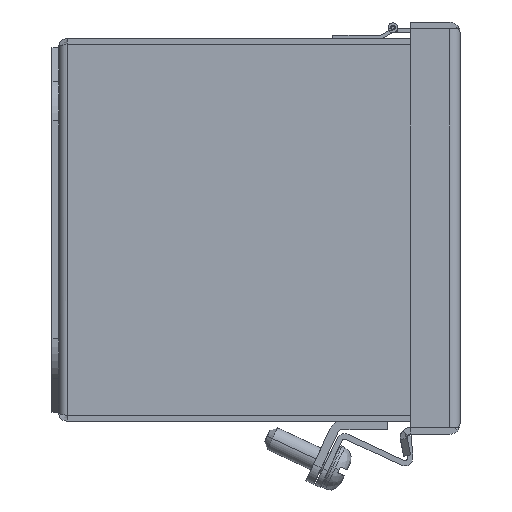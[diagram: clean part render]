
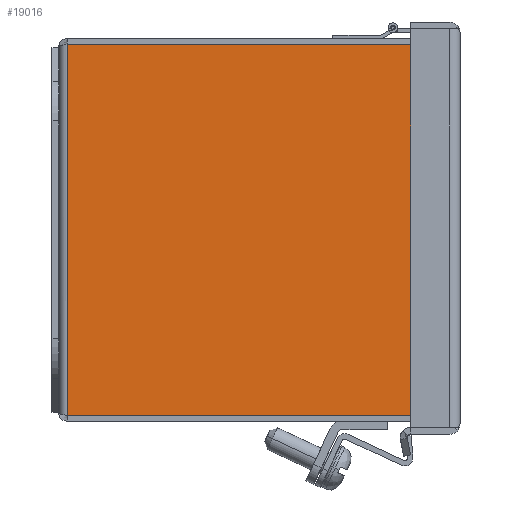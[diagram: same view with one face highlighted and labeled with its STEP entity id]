
A CAD part, front view. The second image highlights one B-rep face of the part: STEP entity #19016.
In plain terms, the highlighted face is planar.
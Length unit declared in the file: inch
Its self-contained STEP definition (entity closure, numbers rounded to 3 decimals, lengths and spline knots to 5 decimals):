
#320 = ORIENTED_EDGE ( 'NONE', *, *, #5952, .F. ) ;
#1138 = CARTESIAN_POINT ( 'NONE',  ( -13.527, -3.914, -2. ) ) ;
#2980 = VERTEX_POINT ( 'NONE', #13993 ) ;
#3053 = ORIENTED_EDGE ( 'NONE', *, *, #21189, .F. ) ;
#3381 = DIRECTION ( 'NONE',  ( 0., -1., 0. ) ) ;
#3607 = LINE ( 'NONE', #1138, #8120 ) ;
#3788 = VECTOR ( 'NONE', #21186, 39.37008 ) ;
#3822 = DIRECTION ( 'NONE',  ( 1., 0., 0. ) ) ;
#5349 = DIRECTION ( 'NONE',  ( 1., 0., 0. ) ) ;
#5766 = EDGE_CURVE ( 'NONE', #11202, #20345, #3607, .T. ) ;
#5952 = EDGE_CURVE ( 'NONE', #20968, #11202, #18660, .T. ) ;
#6089 = CARTESIAN_POINT ( 'NONE',  ( -1.94289, -3.87074, -2. ) ) ;
#6681 = CARTESIAN_POINT ( 'NONE',  ( 1.914, -0.086, -2. ) ) ;
#8034 = ORIENTED_EDGE ( 'NONE', *, *, #15097, .F. ) ;
#8120 = VECTOR ( 'NONE', #5349, 39.37008 ) ;
#8271 = LINE ( 'NONE', #15741, #15930 ) ;
#9999 = CARTESIAN_POINT ( 'NONE',  ( -13.527, 0., -2. ) ) ;
#10691 = EDGE_CURVE ( 'NONE', #20345, #2980, #16838, .T. ) ;
#10722 = CARTESIAN_POINT ( 'NONE',  ( 1.94289, 0., -2. ) ) ;
#10862 = LINE ( 'NONE', #6681, #17593 ) ;
#11202 = VERTEX_POINT ( 'NONE', #26017 ) ;
#12141 = PLANE ( 'NONE',  #13458 ) ;
#13458 = AXIS2_PLACEMENT_3D ( 'NONE', #9999, #22353, #3822 ) ;
#13993 = CARTESIAN_POINT ( 'NONE',  ( 1.94289, -3.87074, -2. ) ) ;
#15097 = EDGE_CURVE ( 'NONE', #25057, #18563, #10862, .T. ) ;
#15299 = CARTESIAN_POINT ( 'NONE',  ( 1.94289, -0.086, -2. ) ) ;
#15603 = CARTESIAN_POINT ( 'NONE',  ( 1.75489, -3.87074, -2. ) ) ;
#15741 = CARTESIAN_POINT ( 'NONE',  ( -1.94289, 0., -2. ) ) ;
#15930 = VECTOR ( 'NONE', #3381, 39.37008 ) ;
#15943 = ORIENTED_EDGE ( 'NONE', *, *, #5766, .F. ) ;
#16170 = DIRECTION ( 'NONE',  ( 0., -1., 0. ) ) ;
#16838 = CIRCLE ( 'NONE', #22036, 0.188 ) ;
#17587 = FACE_OUTER_BOUND ( 'NONE', #20884, .T. ) ;
#17593 = VECTOR ( 'NONE', #23048, 39.37008 ) ;
#18380 = AXIS2_PLACEMENT_3D ( 'NONE', #22452, #18498, #16170 ) ;
#18498 = DIRECTION ( 'NONE',  ( 0., 0., 1. ) ) ;
#18563 = VERTEX_POINT ( 'NONE', #19106 ) ;
#18660 = CIRCLE ( 'NONE', #18380, 0.188 ) ;
#19016 = ADVANCED_FACE ( 'NONE', ( #17587 ), #12141, .F. ) ;
#19106 = CARTESIAN_POINT ( 'NONE',  ( -1.94289, -0.086, -2. ) ) ;
#20112 = LINE ( 'NONE', #10722, #3788 ) ;
#20345 = VERTEX_POINT ( 'NONE', #24927 ) ;
#20884 = EDGE_LOOP ( 'NONE', ( #25223, #15943, #320, #22179, #8034, #3053 ) ) ;
#20968 = VERTEX_POINT ( 'NONE', #6089 ) ;
#21186 = DIRECTION ( 'NONE',  ( 0., 1., 0. ) ) ;
#21189 = EDGE_CURVE ( 'NONE', #2980, #25057, #20112, .T. ) ;
#22036 = AXIS2_PLACEMENT_3D ( 'NONE', #15603, #25900, #23810 ) ;
#22179 = ORIENTED_EDGE ( 'NONE', *, *, #25836, .F. ) ;
#22353 = DIRECTION ( 'NONE',  ( 0., 0., 1. ) ) ;
#22452 = CARTESIAN_POINT ( 'NONE',  ( -1.75489, -3.87074, -2. ) ) ;
#23048 = DIRECTION ( 'NONE',  ( -1., 0., 0. ) ) ;
#23810 = DIRECTION ( 'NONE',  ( 1., 0., 0. ) ) ;
#24927 = CARTESIAN_POINT ( 'NONE',  ( 1.93784, -3.914, -2. ) ) ;
#25057 = VERTEX_POINT ( 'NONE', #15299 ) ;
#25223 = ORIENTED_EDGE ( 'NONE', *, *, #10691, .F. ) ;
#25836 = EDGE_CURVE ( 'NONE', #18563, #20968, #8271, .T. ) ;
#25900 = DIRECTION ( 'NONE',  ( 0., 0., 1. ) ) ;
#26017 = CARTESIAN_POINT ( 'NONE',  ( -1.93784, -3.914, -2. ) ) ;
